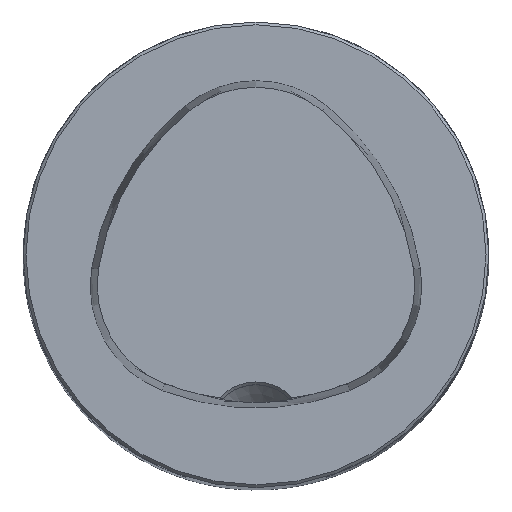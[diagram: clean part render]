
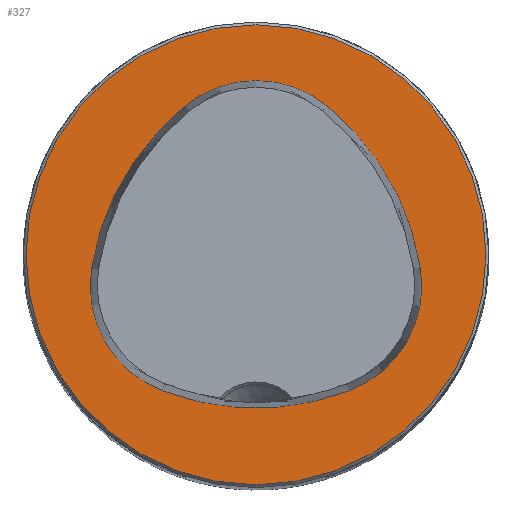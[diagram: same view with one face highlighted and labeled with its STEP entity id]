
A CAD part, top view. The second image highlights one B-rep face of the part: STEP entity #327.
In plain terms, the highlighted planar face has unit normal (0, 0, 1).
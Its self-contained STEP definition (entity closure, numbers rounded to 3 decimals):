
#80=PLANE('',#2821);
#327=ADVANCED_FACE('CU_FL_N1_SU_1',(#1034,#1035),#80,.T.);
#1034=FACE_BOUND('',#1093,.T.);
#1035=FACE_BOUND('',#1094,.T.);
#1093=EDGE_LOOP('',(#1324,#1325,#1326,#1327,#1328,#1329));
#1094=EDGE_LOOP('',(#1330));
#1324=ORIENTED_EDGE('',*,*,#2351,.F.);
#1325=ORIENTED_EDGE('',*,*,#2352,.F.);
#1326=ORIENTED_EDGE('',*,*,#2353,.F.);
#1327=ORIENTED_EDGE('',*,*,#2354,.F.);
#1328=ORIENTED_EDGE('',*,*,#2348,.F.);
#1329=ORIENTED_EDGE('',*,*,#2355,.F.);
#1330=ORIENTED_EDGE('',*,*,#2356,.T.);
#2093=VERTEX_POINT('',#4238);
#2094=VERTEX_POINT('',#4240);
#2096=VERTEX_POINT('',#4246);
#2097=VERTEX_POINT('',#4247);
#2098=VERTEX_POINT('',#4249);
#2099=VERTEX_POINT('',#4251);
#2100=VERTEX_POINT('',#4255);
#2348=EDGE_CURVE('',#2093,#2094,#2696,.T.);
#2351=EDGE_CURVE('',#2096,#2097,#2698,.T.);
#2352=EDGE_CURVE('',#2098,#2096,#2699,.T.);
#2353=EDGE_CURVE('',#2099,#2098,#2700,.T.);
#2354=EDGE_CURVE('',#2094,#2099,#2701,.T.);
#2355=EDGE_CURVE('',#2097,#2093,#2702,.T.);
#2356=EDGE_CURVE('',#2100,#2100,#2703,.T.);
#2696=CIRCLE('',#2812,28.075);
#2698=CIRCLE('',#2815,28.075);
#2699=CIRCLE('',#2816,12.075);
#2700=CIRCLE('',#2817,28.075);
#2701=CIRCLE('',#2818,12.075);
#2702=CIRCLE('',#2819,12.075);
#2703=CIRCLE('',#2820,24.7);
#2812=AXIS2_PLACEMENT_3D('',#4239,#3143,#3144);
#2815=AXIS2_PLACEMENT_3D('',#4245,#3150,#3151);
#2816=AXIS2_PLACEMENT_3D('',#4248,#3152,#3153);
#2817=AXIS2_PLACEMENT_3D('',#4250,#3154,#3155);
#2818=AXIS2_PLACEMENT_3D('',#4252,#3156,#3157);
#2819=AXIS2_PLACEMENT_3D('',#4253,#3158,#3159);
#2820=AXIS2_PLACEMENT_3D('',#4254,#3160,#3161);
#2821=AXIS2_PLACEMENT_3D('',#4256,#3162,#3163);
#3143=DIRECTION('',(0.,0.,1.));
#3144=DIRECTION('',(1.,0.,0.));
#3150=DIRECTION('',(0.,0.,1.));
#3151=DIRECTION('',(1.,0.,0.));
#3152=DIRECTION('',(0.,0.,1.));
#3153=DIRECTION('',(1.,0.,0.));
#3154=DIRECTION('',(0.,0.,1.));
#3155=DIRECTION('',(1.,0.,0.));
#3156=DIRECTION('',(0.,0.,1.));
#3157=DIRECTION('',(1.,0.,0.));
#3158=DIRECTION('',(0.,0.,1.));
#3159=DIRECTION('',(1.,0.,0.));
#3160=DIRECTION('',(0.,0.,1.));
#3161=DIRECTION('',(1.,0.,0.));
#3162=DIRECTION('',(0.,0.,1.));
#3163=DIRECTION('',(1.,0.,0.));
#4238=CARTESIAN_POINT('',(-10.05,-14.595,0.));
#4239=CARTESIAN_POINT('',(0.,11.62,0.));
#4240=CARTESIAN_POINT('',(10.05,-14.595,0.));
#4245=CARTESIAN_POINT('',(10.078,-5.807,0.));
#4246=CARTESIAN_POINT('',(-7.606,15.999,0.));
#4247=CARTESIAN_POINT('',(-17.656,-1.443,0.));
#4248=CARTESIAN_POINT('',(0.,6.62,0.));
#4249=CARTESIAN_POINT('',(7.606,15.999,0.));
#4250=CARTESIAN_POINT('',(-10.078,-5.807,0.));
#4251=CARTESIAN_POINT('',(17.656,-1.443,0.));
#4252=CARTESIAN_POINT('',(5.727,-3.32,0.));
#4253=CARTESIAN_POINT('',(-5.727,-3.32,0.));
#4254=CARTESIAN_POINT('',(0.,0.,0.));
#4255=CARTESIAN_POINT('',(24.7,0.,0.));
#4256=CARTESIAN_POINT('',(0.,0.,0.));
